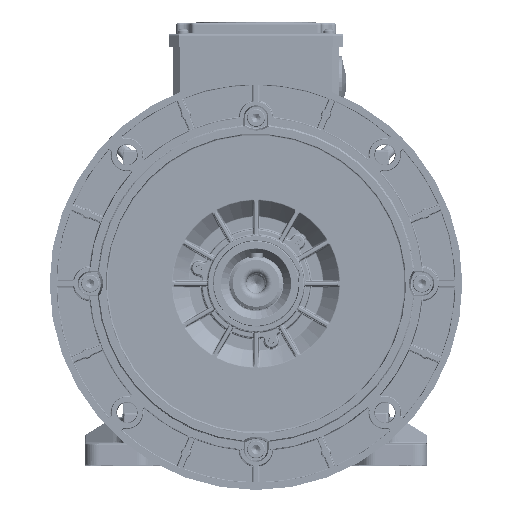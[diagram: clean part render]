
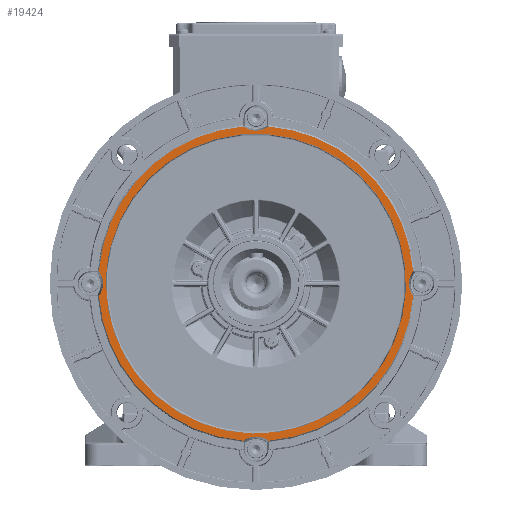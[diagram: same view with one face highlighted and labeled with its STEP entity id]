
A CAD part, top view. The second image highlights one B-rep face of the part: STEP entity #19424.
In plain terms, the highlighted planar face has unit normal (0, 0, 1).
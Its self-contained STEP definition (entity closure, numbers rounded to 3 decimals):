
#15030=PLANE('',#141472);
#16633=FACE_BOUND('',#36276,.T.);
#16634=FACE_BOUND('',#36277,.T.);
#19424=ADVANCED_FACE('',(#16633,#16634),#15030,.F.);
#36276=EDGE_LOOP('',(#53770,#53771,#53772,#53773,#53774,#53775,#53776,#53777,
#53778,#53779,#53780,#53781));
#36277=EDGE_LOOP('',(#53782));
#44203=CIRCLE('',#141459,16.363);
#44204=CIRCLE('',#141460,114.5);
#44205=CIRCLE('',#141461,15.356);
#44206=CIRCLE('',#141462,16.363);
#44207=CIRCLE('',#141463,114.5);
#44208=CIRCLE('',#141464,15.356);
#44209=CIRCLE('',#141465,16.363);
#44210=CIRCLE('',#141466,114.5);
#44211=CIRCLE('',#141467,15.356);
#44212=CIRCLE('',#141468,16.363);
#44213=CIRCLE('',#141469,114.5);
#44214=CIRCLE('',#141470,15.356);
#44215=CIRCLE('',#141471,109.);
#53770=ORIENTED_EDGE('',*,*,#102933,.F.);
#53771=ORIENTED_EDGE('',*,*,#102934,.T.);
#53772=ORIENTED_EDGE('',*,*,#102935,.F.);
#53773=ORIENTED_EDGE('',*,*,#102936,.F.);
#53774=ORIENTED_EDGE('',*,*,#102937,.T.);
#53775=ORIENTED_EDGE('',*,*,#102938,.F.);
#53776=ORIENTED_EDGE('',*,*,#102939,.F.);
#53777=ORIENTED_EDGE('',*,*,#102940,.T.);
#53778=ORIENTED_EDGE('',*,*,#102941,.F.);
#53779=ORIENTED_EDGE('',*,*,#102942,.F.);
#53780=ORIENTED_EDGE('',*,*,#102943,.T.);
#53781=ORIENTED_EDGE('',*,*,#102944,.F.);
#53782=ORIENTED_EDGE('',*,*,#102945,.F.);
#86964=VERTEX_POINT('',#204267);
#86965=VERTEX_POINT('',#204268);
#86966=VERTEX_POINT('',#204270);
#86967=VERTEX_POINT('',#204272);
#86968=VERTEX_POINT('',#204274);
#86969=VERTEX_POINT('',#204276);
#86970=VERTEX_POINT('',#204278);
#86971=VERTEX_POINT('',#204280);
#86972=VERTEX_POINT('',#204282);
#86973=VERTEX_POINT('',#204284);
#86974=VERTEX_POINT('',#204286);
#86975=VERTEX_POINT('',#204288);
#86976=VERTEX_POINT('',#204291);
#102933=EDGE_CURVE('',#86964,#86965,#44203,.T.);
#102934=EDGE_CURVE('',#86964,#86966,#44204,.T.);
#102935=EDGE_CURVE('',#86967,#86966,#44205,.T.);
#102936=EDGE_CURVE('',#86968,#86967,#44206,.T.);
#102937=EDGE_CURVE('',#86968,#86969,#44207,.T.);
#102938=EDGE_CURVE('',#86970,#86969,#44208,.T.);
#102939=EDGE_CURVE('',#86971,#86970,#44209,.T.);
#102940=EDGE_CURVE('',#86971,#86972,#44210,.T.);
#102941=EDGE_CURVE('',#86973,#86972,#44211,.T.);
#102942=EDGE_CURVE('',#86974,#86973,#44212,.T.);
#102943=EDGE_CURVE('',#86974,#86975,#44213,.T.);
#102944=EDGE_CURVE('',#86965,#86975,#44214,.T.);
#102945=EDGE_CURVE('',#86976,#86976,#44215,.T.);
#141459=AXIS2_PLACEMENT_3D('',#204266,#158864,#158865);
#141460=AXIS2_PLACEMENT_3D('',#204269,#158866,#158867);
#141461=AXIS2_PLACEMENT_3D('',#204271,#158868,#158869);
#141462=AXIS2_PLACEMENT_3D('',#204273,#158870,#158871);
#141463=AXIS2_PLACEMENT_3D('',#204275,#158872,#158873);
#141464=AXIS2_PLACEMENT_3D('',#204277,#158874,#158875);
#141465=AXIS2_PLACEMENT_3D('',#204279,#158876,#158877);
#141466=AXIS2_PLACEMENT_3D('',#204281,#158878,#158879);
#141467=AXIS2_PLACEMENT_3D('',#204283,#158880,#158881);
#141468=AXIS2_PLACEMENT_3D('',#204285,#158882,#158883);
#141469=AXIS2_PLACEMENT_3D('',#204287,#158884,#158885);
#141470=AXIS2_PLACEMENT_3D('',#204289,#158886,#158887);
#141471=AXIS2_PLACEMENT_3D('',#204290,#158888,#158889);
#141472=AXIS2_PLACEMENT_3D('',#204292,#158890,#158891);
#158864=DIRECTION('',(0.,0.,1.));
#158865=DIRECTION('',(-1.,0.,0.));
#158866=DIRECTION('',(0.,0.,1.));
#158867=DIRECTION('',(-1.,0.,0.));
#158868=DIRECTION('',(0.,0.,1.));
#158869=DIRECTION('',(-1.,0.,0.));
#158870=DIRECTION('',(0.,0.,1.));
#158871=DIRECTION('',(-1.,0.,0.));
#158872=DIRECTION('',(0.,0.,1.));
#158873=DIRECTION('',(-1.,0.,0.));
#158874=DIRECTION('',(0.,0.,1.));
#158875=DIRECTION('',(-1.,0.,0.));
#158876=DIRECTION('',(0.,0.,1.));
#158877=DIRECTION('',(-1.,0.,0.));
#158878=DIRECTION('',(0.,0.,1.));
#158879=DIRECTION('',(-1.,0.,0.));
#158880=DIRECTION('',(0.,0.,1.));
#158881=DIRECTION('',(-1.,0.,0.));
#158882=DIRECTION('',(0.,0.,1.));
#158883=DIRECTION('',(-1.,0.,0.));
#158884=DIRECTION('',(0.,0.,1.));
#158885=DIRECTION('',(-1.,0.,0.));
#158886=DIRECTION('',(0.,0.,1.));
#158887=DIRECTION('',(-1.,0.,0.));
#158888=DIRECTION('',(0.,0.,1.));
#158889=DIRECTION('',(-1.,0.,0.));
#158890=DIRECTION('',(0.,0.,-1.));
#158891=DIRECTION('',(-1.,0.,0.));
#204266=CARTESIAN_POINT('',(260.298,127.496,364.5));
#204267=CARTESIAN_POINT('',(250.854,114.134,364.5));
#204268=CARTESIAN_POINT('',(259.986,111.136,364.5));
#204269=CARTESIAN_POINT('',(260.,0.,364.5));
#204270=CARTESIAN_POINT('',(145.864,9.118,364.5));
#204271=CARTESIAN_POINT('',(133.507,0.,364.5));
#204272=CARTESIAN_POINT('',(148.864,-0.014,364.5));
#204273=CARTESIAN_POINT('',(132.504,0.298,364.5));
#204274=CARTESIAN_POINT('',(145.866,-9.146,364.5));
#204275=CARTESIAN_POINT('',(260.,0.,364.5));
#204276=CARTESIAN_POINT('',(250.882,-114.136,364.5));
#204277=CARTESIAN_POINT('',(260.,-126.493,364.5));
#204278=CARTESIAN_POINT('',(260.014,-111.136,364.5));
#204279=CARTESIAN_POINT('',(259.702,-127.496,364.5));
#204280=CARTESIAN_POINT('',(269.146,-114.134,364.5));
#204281=CARTESIAN_POINT('',(260.,0.,364.5));
#204282=CARTESIAN_POINT('',(374.136,-9.118,364.5));
#204283=CARTESIAN_POINT('',(386.493,0.,364.5));
#204284=CARTESIAN_POINT('',(371.136,0.014,364.5));
#204285=CARTESIAN_POINT('',(387.496,-0.298,364.5));
#204286=CARTESIAN_POINT('',(374.134,9.146,364.5));
#204287=CARTESIAN_POINT('',(260.,0.,364.5));
#204288=CARTESIAN_POINT('',(269.118,114.136,364.5));
#204289=CARTESIAN_POINT('',(260.,126.493,364.5));
#204290=CARTESIAN_POINT('',(260.,0.,364.5));
#204291=CARTESIAN_POINT('',(151.,0.,364.5));
#204292=CARTESIAN_POINT('',(260.,0.,364.5));
